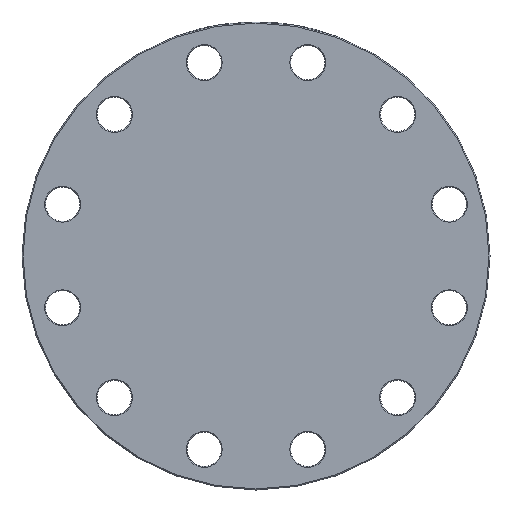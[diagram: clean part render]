
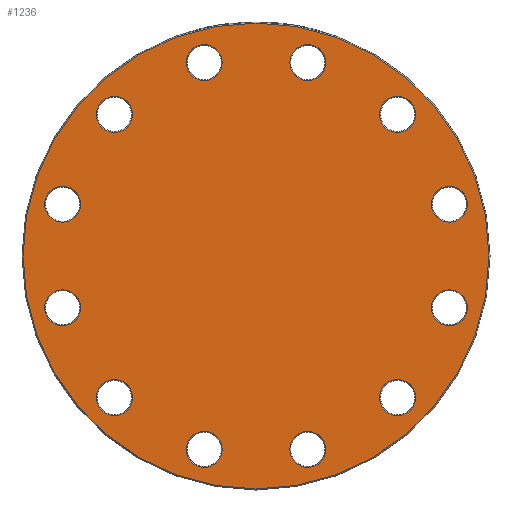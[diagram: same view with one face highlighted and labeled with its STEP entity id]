
A CAD part, left-side view. The second image highlights one B-rep face of the part: STEP entity #1236.
In plain terms, the highlighted planar face has unit normal (-1, 0, 0).
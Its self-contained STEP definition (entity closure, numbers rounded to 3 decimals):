
#3 = DIRECTION ( 'NONE',  ( 1., 0., 0. ) ) ;
#17 = AXIS2_PLACEMENT_3D ( 'NONE', #6213, #1405, #361 ) ;
#231 = CIRCLE ( 'NONE', #2352, 17.3 ) ;
#259 = ORIENTED_EDGE ( 'NONE', *, *, #5949, .T. ) ;
#283 = DIRECTION ( 'NONE',  ( 1., 0., 0. ) ) ;
#297 = DIRECTION ( 'NONE',  ( 1., 0., 0. ) ) ;
#359 = AXIS2_PLACEMENT_3D ( 'NONE', #2246, #4366, #3852 ) ;
#361 = DIRECTION ( 'NONE',  ( 0., 0., -1. ) ) ;
#377 = CARTESIAN_POINT ( 'NONE',  ( 0., 136.118, 118.818 ) ) ;
#444 = VERTEX_POINT ( 'NONE', #6228 ) ;
#526 = ORIENTED_EDGE ( 'NONE', *, *, #3621, .T. ) ;
#539 = PLANE ( 'NONE',  #4915 ) ;
#550 = CARTESIAN_POINT ( 'NONE',  ( 0., -49.823, 168.641 ) ) ;
#602 = ORIENTED_EDGE ( 'NONE', *, *, #2217, .T. ) ;
#611 = FACE_BOUND ( 'NONE', #4140, .T. ) ;
#634 = EDGE_CURVE ( 'NONE', #2959, #2959, #873, .T. ) ;
#674 = FACE_BOUND ( 'NONE', #3578, .T. ) ;
#693 = VERTEX_POINT ( 'NONE', #932 ) ;
#739 = ORIENTED_EDGE ( 'NONE', *, *, #4955, .T. ) ;
#818 = ORIENTED_EDGE ( 'NONE', *, *, #4646, .T. ) ;
#858 = VERTEX_POINT ( 'NONE', #6862 ) ;
#873 = CIRCLE ( 'NONE', #4341, 17.3 ) ;
#901 = CIRCLE ( 'NONE', #6172, 17.3 ) ;
#932 = CARTESIAN_POINT ( 'NONE',  ( 0., 185.941, -67.123 ) ) ;
#965 = CARTESIAN_POINT ( 'NONE',  ( 0., -185.941, 32.523 ) ) ;
#1106 = EDGE_LOOP ( 'NONE', ( #1158 ) ) ;
#1114 = ORIENTED_EDGE ( 'NONE', *, *, #6885, .T. ) ;
#1128 = EDGE_LOOP ( 'NONE', ( #5310 ) ) ;
#1158 = ORIENTED_EDGE ( 'NONE', *, *, #634, .T. ) ;
#1207 = FACE_BOUND ( 'NONE', #2179, .T. ) ;
#1236 = ADVANCED_FACE ( 'NONE', ( #2191, #6009, #3191, #611, #4343, #1207, #674, #2714, #2810, #3263, #2154, #6920, #5976 ), #539, .F. ) ;
#1346 = CIRCLE ( 'NONE', #5942, 17.3 ) ;
#1405 = DIRECTION ( 'NONE',  ( 1., 0., 0. ) ) ;
#1448 = AXIS2_PLACEMENT_3D ( 'NONE', #5887, #5963, #2060 ) ;
#1540 = DIRECTION ( 'NONE',  ( 0., 0., -1. ) ) ;
#1542 = DIRECTION ( 'NONE',  ( 1., 0., 0. ) ) ;
#1655 = EDGE_LOOP ( 'NONE', ( #5985 ) ) ;
#1726 = EDGE_LOOP ( 'NONE', ( #4967 ) ) ;
#1914 = CARTESIAN_POINT ( 'NONE',  ( 0., 49.823, -185.941 ) ) ;
#1944 = VERTEX_POINT ( 'NONE', #5703 ) ;
#1980 = EDGE_LOOP ( 'NONE', ( #1114 ) ) ;
#2023 = DIRECTION ( 'NONE',  ( 0., 0., -1. ) ) ;
#2044 = EDGE_CURVE ( 'NONE', #693, #693, #2797, .T. ) ;
#2060 = DIRECTION ( 'NONE',  ( 0., 0., -1. ) ) ;
#2064 = CARTESIAN_POINT ( 'NONE',  ( 0., 136.118, -136.118 ) ) ;
#2095 = CARTESIAN_POINT ( 'NONE',  ( 0., -185.941, -49.823 ) ) ;
#2107 = EDGE_LOOP ( 'NONE', ( #259 ) ) ;
#2114 = DIRECTION ( 'NONE',  ( 0., 0., -1. ) ) ;
#2147 = AXIS2_PLACEMENT_3D ( 'NONE', #2095, #3, #2023 ) ;
#2154 = FACE_BOUND ( 'NONE', #1726, .T. ) ;
#2156 = CIRCLE ( 'NONE', #2379, 17.3 ) ;
#2179 = EDGE_LOOP ( 'NONE', ( #4806 ) ) ;
#2191 = FACE_OUTER_BOUND ( 'NONE', #4552, .T. ) ;
#2217 = EDGE_CURVE ( 'NONE', #444, #444, #5372, .T. ) ;
#2246 = CARTESIAN_POINT ( 'NONE',  ( 0., -49.823, 185.941 ) ) ;
#2352 = AXIS2_PLACEMENT_3D ( 'NONE', #1914, #283, #3384 ) ;
#2379 = AXIS2_PLACEMENT_3D ( 'NONE', #5844, #5958, #3208 ) ;
#2417 = DIRECTION ( 'NONE',  ( 1., 0., 0. ) ) ;
#2470 = CIRCLE ( 'NONE', #4809, 17.3 ) ;
#2543 = CARTESIAN_POINT ( 'NONE',  ( 0., 0., -224. ) ) ;
#2579 = VERTEX_POINT ( 'NONE', #4703 ) ;
#2714 = FACE_BOUND ( 'NONE', #5052, .T. ) ;
#2797 = CIRCLE ( 'NONE', #1448, 17.3 ) ;
#2810 = FACE_BOUND ( 'NONE', #1980, .T. ) ;
#2835 = CARTESIAN_POINT ( 'NONE',  ( 0., 185.941, 49.823 ) ) ;
#2855 = ORIENTED_EDGE ( 'NONE', *, *, #4686, .T. ) ;
#2942 = EDGE_CURVE ( 'NONE', #4142, #4142, #3118, .T. ) ;
#2959 = VERTEX_POINT ( 'NONE', #6618 ) ;
#3016 = AXIS2_PLACEMENT_3D ( 'NONE', #4504, #2417, #4372 ) ;
#3118 = CIRCLE ( 'NONE', #4921, 224. ) ;
#3126 = VERTEX_POINT ( 'NONE', #965 ) ;
#3191 = FACE_BOUND ( 'NONE', #4801, .T. ) ;
#3193 = EDGE_CURVE ( 'NONE', #5768, #5768, #231, .T. ) ;
#3208 = DIRECTION ( 'NONE',  ( 0., 0., -1. ) ) ;
#3263 = FACE_BOUND ( 'NONE', #1655, .T. ) ;
#3384 = DIRECTION ( 'NONE',  ( 0., 0., -1. ) ) ;
#3578 = EDGE_LOOP ( 'NONE', ( #818 ) ) ;
#3587 = VERTEX_POINT ( 'NONE', #6195 ) ;
#3621 = EDGE_CURVE ( 'NONE', #4596, #4596, #1346, .T. ) ;
#3666 = DIRECTION ( 'NONE',  ( 1., 0., 0. ) ) ;
#3852 = DIRECTION ( 'NONE',  ( 0., 0., -1. ) ) ;
#3895 = CARTESIAN_POINT ( 'NONE',  ( 0., 136.118, 136.118 ) ) ;
#3905 = EDGE_CURVE ( 'NONE', #1944, #1944, #6167, .T. ) ;
#4034 = CIRCLE ( 'NONE', #359, 17.3 ) ;
#4064 = ORIENTED_EDGE ( 'NONE', *, *, #2942, .T. ) ;
#4140 = EDGE_LOOP ( 'NONE', ( #2855 ) ) ;
#4142 = VERTEX_POINT ( 'NONE', #2543 ) ;
#4243 = VERTEX_POINT ( 'NONE', #550 ) ;
#4271 = CARTESIAN_POINT ( 'NONE',  ( 0., 0., 0. ) ) ;
#4341 = AXIS2_PLACEMENT_3D ( 'NONE', #2064, #6875, #1540 ) ;
#4343 = FACE_BOUND ( 'NONE', #2107, .T. ) ;
#4366 = DIRECTION ( 'NONE',  ( 1., 0., 0. ) ) ;
#4372 = DIRECTION ( 'NONE',  ( 0., 0., -1. ) ) ;
#4504 = CARTESIAN_POINT ( 'NONE',  ( 0., -49.823, -185.941 ) ) ;
#4552 = EDGE_LOOP ( 'NONE', ( #4064 ) ) ;
#4596 = VERTEX_POINT ( 'NONE', #377 ) ;
#4629 = CARTESIAN_POINT ( 'NONE',  ( 0., 49.823, -203.241 ) ) ;
#4646 = EDGE_CURVE ( 'NONE', #3126, #3126, #5497, .T. ) ;
#4686 = EDGE_CURVE ( 'NONE', #3587, #3587, #2470, .T. ) ;
#4703 = CARTESIAN_POINT ( 'NONE',  ( 0., -136.118, 118.818 ) ) ;
#4713 = DIRECTION ( 'NONE',  ( 0., 0., -1. ) ) ;
#4781 = CARTESIAN_POINT ( 'NONE',  ( 0., 0., 0. ) ) ;
#4791 = DIRECTION ( 'NONE',  ( 0., 0., -1. ) ) ;
#4801 = EDGE_LOOP ( 'NONE', ( #526 ) ) ;
#4806 = ORIENTED_EDGE ( 'NONE', *, *, #4937, .T. ) ;
#4809 = AXIS2_PLACEMENT_3D ( 'NONE', #5931, #1542, #4791 ) ;
#4915 = AXIS2_PLACEMENT_3D ( 'NONE', #4271, #6399, #2114 ) ;
#4921 = AXIS2_PLACEMENT_3D ( 'NONE', #4781, #6905, #6271 ) ;
#4937 = EDGE_CURVE ( 'NONE', #2579, #2579, #901, .T. ) ;
#4955 = EDGE_CURVE ( 'NONE', #858, #858, #5953, .T. ) ;
#4966 = DIRECTION ( 'NONE',  ( 1., 0., 0. ) ) ;
#4967 = ORIENTED_EDGE ( 'NONE', *, *, #3193, .T. ) ;
#4979 = DIRECTION ( 'NONE',  ( 0., 0., -1. ) ) ;
#5052 = EDGE_LOOP ( 'NONE', ( #739 ) ) ;
#5310 = ORIENTED_EDGE ( 'NONE', *, *, #2044, .T. ) ;
#5317 = CARTESIAN_POINT ( 'NONE',  ( 0., -136.118, 136.118 ) ) ;
#5372 = CIRCLE ( 'NONE', #5490, 17.3 ) ;
#5490 = AXIS2_PLACEMENT_3D ( 'NONE', #2835, #4966, #6133 ) ;
#5497 = CIRCLE ( 'NONE', #17, 17.3 ) ;
#5703 = CARTESIAN_POINT ( 'NONE',  ( 0., -49.823, -203.241 ) ) ;
#5768 = VERTEX_POINT ( 'NONE', #4629 ) ;
#5844 = CARTESIAN_POINT ( 'NONE',  ( 0., -136.118, -136.118 ) ) ;
#5887 = CARTESIAN_POINT ( 'NONE',  ( 0., 185.941, -49.823 ) ) ;
#5912 = CARTESIAN_POINT ( 'NONE',  ( 0., -136.118, -153.418 ) ) ;
#5931 = CARTESIAN_POINT ( 'NONE',  ( 0., 49.823, 185.941 ) ) ;
#5942 = AXIS2_PLACEMENT_3D ( 'NONE', #3895, #297, #4979 ) ;
#5949 = EDGE_CURVE ( 'NONE', #4243, #4243, #4034, .T. ) ;
#5953 = CIRCLE ( 'NONE', #2147, 17.3 ) ;
#5958 = DIRECTION ( 'NONE',  ( 1., 0., 0. ) ) ;
#5963 = DIRECTION ( 'NONE',  ( 1., 0., 0. ) ) ;
#5976 = FACE_BOUND ( 'NONE', #1128, .T. ) ;
#5985 = ORIENTED_EDGE ( 'NONE', *, *, #3905, .T. ) ;
#5988 = VERTEX_POINT ( 'NONE', #5912 ) ;
#6009 = FACE_BOUND ( 'NONE', #6810, .T. ) ;
#6133 = DIRECTION ( 'NONE',  ( 0., 0., -1. ) ) ;
#6167 = CIRCLE ( 'NONE', #3016, 17.3 ) ;
#6172 = AXIS2_PLACEMENT_3D ( 'NONE', #5317, #3666, #4713 ) ;
#6195 = CARTESIAN_POINT ( 'NONE',  ( 0., 49.823, 168.641 ) ) ;
#6213 = CARTESIAN_POINT ( 'NONE',  ( 0., -185.941, 49.823 ) ) ;
#6228 = CARTESIAN_POINT ( 'NONE',  ( 0., 185.941, 32.523 ) ) ;
#6271 = DIRECTION ( 'NONE',  ( 0., 0., -1. ) ) ;
#6399 = DIRECTION ( 'NONE',  ( 1., 0., 0. ) ) ;
#6618 = CARTESIAN_POINT ( 'NONE',  ( 0., 136.118, -153.418 ) ) ;
#6810 = EDGE_LOOP ( 'NONE', ( #602 ) ) ;
#6862 = CARTESIAN_POINT ( 'NONE',  ( 0., -185.941, -67.123 ) ) ;
#6875 = DIRECTION ( 'NONE',  ( 1., 0., 0. ) ) ;
#6885 = EDGE_CURVE ( 'NONE', #5988, #5988, #2156, .T. ) ;
#6905 = DIRECTION ( 'NONE',  ( -1., 0., 0. ) ) ;
#6920 = FACE_BOUND ( 'NONE', #1106, .T. ) ;
